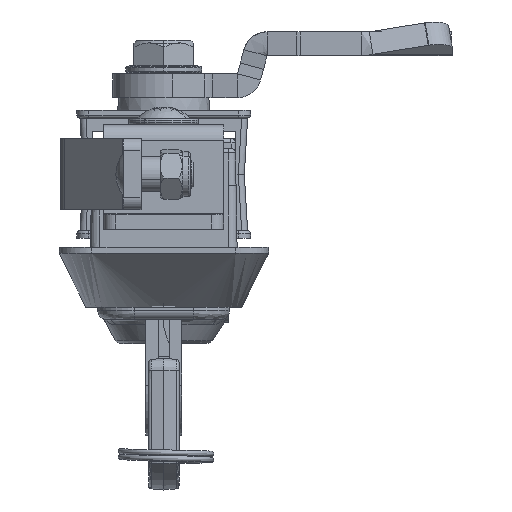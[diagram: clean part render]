
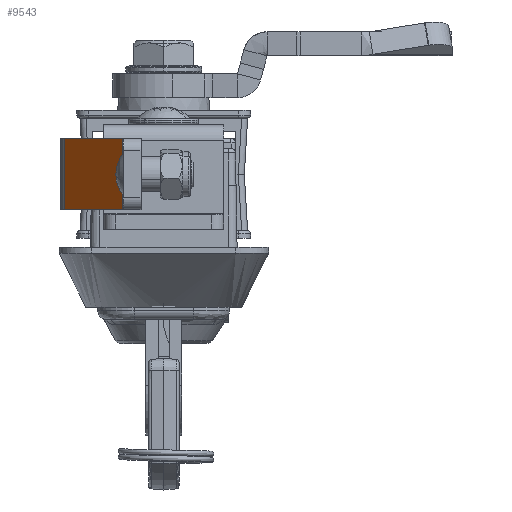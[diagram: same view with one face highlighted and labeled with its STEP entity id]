
A CAD part, left-side view. The second image highlights one B-rep face of the part: STEP entity #9543.
In plain terms, the highlighted planar face has unit normal (-0.628, 0.778, 0).
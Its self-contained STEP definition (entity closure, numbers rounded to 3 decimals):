
#655 = AXIS2_PLACEMENT_3D ( 'NONE', #36091, #7016, #33379 ) ;
#2139 = CARTESIAN_POINT ( 'NONE',  ( -102.725, 16.578, 6.25 ) ) ;
#3918 = CARTESIAN_POINT ( 'NONE',  ( -114.763, 6.856, 6.25 ) ) ;
#4386 = VERTEX_POINT ( 'NONE', #27161 ) ;
#6742 = VECTOR ( 'NONE', #14917, 1000. ) ;
#7016 = DIRECTION ( 'NONE',  ( -0.628, 0.778, 0. ) ) ;
#7799 = CARTESIAN_POINT ( 'NONE',  ( -114.763, 6.856, 18.15 ) ) ;
#8269 = EDGE_CURVE ( 'NONE', #4386, #22587, #21245, .T. ) ;
#9276 = ORIENTED_EDGE ( 'NONE', *, *, #8269, .T. ) ;
#9543 = ADVANCED_FACE ( 'NONE', ( #15875 ), #33578, .T. ) ;
#10207 = ORIENTED_EDGE ( 'NONE', *, *, #16220, .T. ) ;
#11912 = VECTOR ( 'NONE', #19944, 1000. ) ;
#12302 = EDGE_LOOP ( 'NONE', ( #9276, #13049, #10207, #21370 ) ) ;
#13049 = ORIENTED_EDGE ( 'NONE', *, *, #36190, .F. ) ;
#14917 = DIRECTION ( 'NONE',  ( 0.778, 0.628, 0. ) ) ;
#15115 = VERTEX_POINT ( 'NONE', #3918 ) ;
#15388 = B_SPLINE_CURVE_WITH_KNOTS ( 'NONE', 3,
 ( #28325, #34062, #36973, #28878 ),
 .UNSPECIFIED., .F., .F.,
 ( 4, 4 ),
 ( 0., 1. ),
 .UNSPECIFIED. ) ;
#15875 = FACE_OUTER_BOUND ( 'NONE', #12302, .T. ) ;
#16220 = EDGE_CURVE ( 'NONE', #32857, #15115, #22826, .T. ) ;
#16884 = B_SPLINE_CURVE_WITH_KNOTS ( 'NONE', 3,
 ( #34152, #37261, #19921, #7799 ),
 .UNSPECIFIED., .F., .F.,
 ( 4, 4 ),
 ( 0., 1. ),
 .UNSPECIFIED. ) ;
#19921 = CARTESIAN_POINT ( 'NONE',  ( -114.763, 6.856, 14.183 ) ) ;
#19944 = DIRECTION ( 'NONE',  ( -0.778, -0.628, 0. ) ) ;
#21245 = LINE ( 'NONE', #32973, #6742 ) ;
#21370 = ORIENTED_EDGE ( 'NONE', *, *, #25965, .T. ) ;
#22587 = VERTEX_POINT ( 'NONE', #35258 ) ;
#22826 = LINE ( 'NONE', #34561, #11912 ) ;
#25965 = EDGE_CURVE ( 'NONE', #15115, #4386, #16884, .T. ) ;
#27161 = CARTESIAN_POINT ( 'NONE',  ( -114.763, 6.856, 18.15 ) ) ;
#28325 = CARTESIAN_POINT ( 'NONE',  ( -102.725, 16.578, 6.25 ) ) ;
#28878 = CARTESIAN_POINT ( 'NONE',  ( -102.725, 16.578, 18.15 ) ) ;
#32857 = VERTEX_POINT ( 'NONE', #2139 ) ;
#32973 = CARTESIAN_POINT ( 'NONE',  ( -102.336, 16.892, 18.15 ) ) ;
#33379 = DIRECTION ( 'NONE',  ( -0.778, -0.628, 0. ) ) ;
#33578 = PLANE ( 'NONE',  #655 ) ;
#34062 = CARTESIAN_POINT ( 'NONE',  ( -102.725, 16.578, 10.217 ) ) ;
#34152 = CARTESIAN_POINT ( 'NONE',  ( -114.763, 6.856, 6.25 ) ) ;
#34561 = CARTESIAN_POINT ( 'NONE',  ( -102.336, 16.892, 6.25 ) ) ;
#35258 = CARTESIAN_POINT ( 'NONE',  ( -102.725, 16.578, 18.15 ) ) ;
#36091 = CARTESIAN_POINT ( 'NONE',  ( -102.336, 16.892, 5.75 ) ) ;
#36190 = EDGE_CURVE ( 'NONE', #32857, #22587, #15388, .T. ) ;
#36973 = CARTESIAN_POINT ( 'NONE',  ( -102.725, 16.578, 14.183 ) ) ;
#37261 = CARTESIAN_POINT ( 'NONE',  ( -114.763, 6.856, 10.217 ) ) ;
